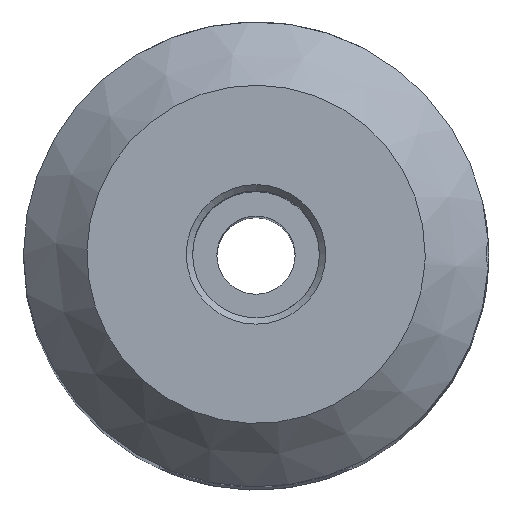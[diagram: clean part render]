
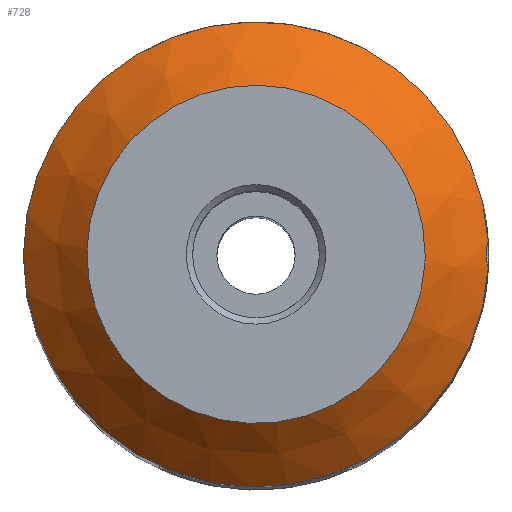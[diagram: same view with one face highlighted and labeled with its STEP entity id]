
A CAD part, top view. The second image highlights one B-rep face of the part: STEP entity #728.
In plain terms, the highlighted conical face has half-angle 45 degrees and reference radius 8 mm.
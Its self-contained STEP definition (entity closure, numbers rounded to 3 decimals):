
#6 = VERTEX_POINT ( 'NONE', #418 ) ;
#55 = DIRECTION ( 'NONE',  ( 0., 0., 1. ) ) ;
#87 = CARTESIAN_POINT ( 'NONE',  ( 10.955, 0.539, 87.033 ) ) ;
#90 = EDGE_CURVE ( 'NONE', #6, #753, #884, .T. ) ;
#121 = CIRCLE ( 'NONE', #921, 8. ) ;
#152 = CARTESIAN_POINT ( 'NONE',  ( 10.9, 0.11, 87.1 ) ) ;
#165 = CARTESIAN_POINT ( 'NONE',  ( 10.981, 0.64, 87. ) ) ;
#199 = ORIENTED_EDGE ( 'NONE', *, *, #1172, .F. ) ;
#256 = EDGE_CURVE ( 'NONE', #753, #6, #295, .T. ) ;
#295 = B_SPLINE_CURVE_WITH_KNOTS ( 'NONE', 3,
 ( #1370, #87, #680, #888, #152, #1154, #414, #612 ),
 .UNSPECIFIED., .F., .F.,
 ( 4, 2, 2, 4 ),
 ( 0., 0., 0.001, 0.001 ),
 .UNSPECIFIED. ) ;
#356 = VERTEX_POINT ( 'NONE', #1022 ) ;
#414 = CARTESIAN_POINT ( 'NONE',  ( 10.928, -0.436, 87.065 ) ) ;
#418 = CARTESIAN_POINT ( 'NONE',  ( 10.981, -0.64, 87. ) ) ;
#455 = FACE_BOUND ( 'NONE', #739, .T. ) ;
#475 = CONICAL_SURFACE ( 'NONE', #1354, 8., 0.785 ) ;
#551 = AXIS2_PLACEMENT_3D ( 'NONE', #790, #693, #1131 ) ;
#575 = EDGE_LOOP ( 'NONE', ( #1099, #590 ) ) ;
#590 = ORIENTED_EDGE ( 'NONE', *, *, #90, .F. ) ;
#612 = CARTESIAN_POINT ( 'NONE',  ( 10.981, -0.64, 87. ) ) ;
#676 = CARTESIAN_POINT ( 'NONE',  ( 0., 0., 90. ) ) ;
#680 = CARTESIAN_POINT ( 'NONE',  ( 10.934, 0.434, 87.057 ) ) ;
#693 = DIRECTION ( 'NONE',  ( 0., 0., -1. ) ) ;
#701 = DIRECTION ( 'NONE',  ( 1., 0., 0. ) ) ;
#728 = ADVANCED_FACE ( 'NONE', ( #1087, #455 ), #475, .T. ) ;
#739 = EDGE_LOOP ( 'NONE', ( #199 ) ) ;
#753 = VERTEX_POINT ( 'NONE', #165 ) ;
#790 = CARTESIAN_POINT ( 'NONE',  ( 0., 0., 87. ) ) ;
#870 = DIRECTION ( 'NONE',  ( -1., 0., 0. ) ) ;
#884 = CIRCLE ( 'NONE', #551, 11. ) ;
#888 = CARTESIAN_POINT ( 'NONE',  ( 10.907, 0.22, 87.091 ) ) ;
#890 = CARTESIAN_POINT ( 'NONE',  ( 0., 0., 90. ) ) ;
#921 = AXIS2_PLACEMENT_3D ( 'NONE', #890, #55, #701 ) ;
#973 = DIRECTION ( 'NONE',  ( 0., 0., -1. ) ) ;
#1022 = CARTESIAN_POINT ( 'NONE',  ( 8., 0., 90. ) ) ;
#1087 = FACE_OUTER_BOUND ( 'NONE', #575, .T. ) ;
#1099 = ORIENTED_EDGE ( 'NONE', *, *, #256, .F. ) ;
#1131 = DIRECTION ( 'NONE',  ( 1., 0., 0. ) ) ;
#1154 = CARTESIAN_POINT ( 'NONE',  ( 10.9, -0.218, 87.1 ) ) ;
#1172 = EDGE_CURVE ( 'NONE', #356, #356, #121, .T. ) ;
#1354 = AXIS2_PLACEMENT_3D ( 'NONE', #676, #973, #870 ) ;
#1370 = CARTESIAN_POINT ( 'NONE',  ( 10.981, 0.64, 87. ) ) ;
